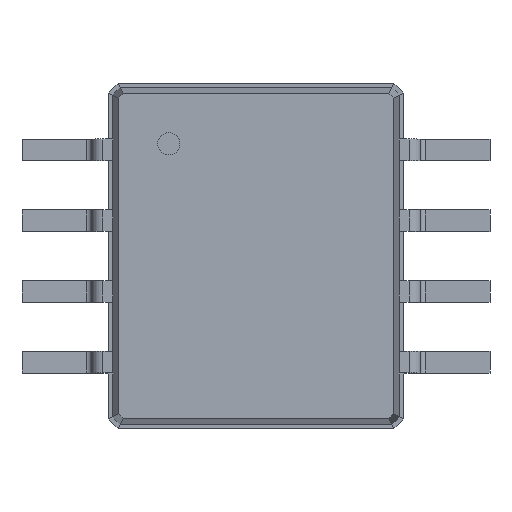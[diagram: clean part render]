
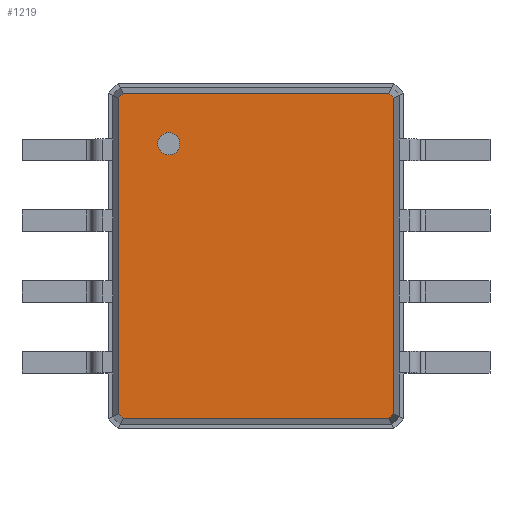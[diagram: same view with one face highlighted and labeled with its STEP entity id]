
A CAD part, top view. The second image highlights one B-rep face of the part: STEP entity #1219.
In plain terms, the highlighted planar face has unit normal (0, 0, 1).
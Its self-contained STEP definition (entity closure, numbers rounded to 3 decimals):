
#13=DIRECTION('',(0.,0.,1.));
#27=VECTOR('',#28,1.);
#28=DIRECTION('',(0.,-1.,0.));
#36=DIRECTION('',(0.,1.,0.));
#58=VECTOR('',#59,1.);
#59=DIRECTION('',(1.,0.,0.));
#130=VECTOR('',#131,1.);
#131=DIRECTION('',(-1.,0.,0.));
#388=VECTOR('',#389,1.);
#389=DIRECTION('',(0.707,-0.707,0.));
#395=VECTOR('',#396,1.);
#396=DIRECTION('',(-0.707,-0.707,0.));
#407=VECTOR('',#408,1.);
#408=DIRECTION('',(-0.707,0.707,0.));
#414=VECTOR('',#36,1.);
#418=VECTOR('',#419,1.);
#419=DIRECTION('',(0.707,0.707,0.));
#627=VERTEX_POINT('',#628);
#628=CARTESIAN_POINT('',(2.464,-2.832,1.6));
#630=ORIENTED_EDGE('',*,*,#631,.F.);
#631=EDGE_CURVE('',#632,#627,#634,.T.);
#632=VERTEX_POINT('',#633);
#633=CARTESIAN_POINT('',(2.464,2.832,1.6));
#634=LINE('',#633,#27);
#1210=ORIENTED_EDGE('',*,*,#1211,.F.);
#1211=EDGE_CURVE('',#1212,#632,#1214,.T.);
#1212=VERTEX_POINT('',#1213);
#1213=CARTESIAN_POINT('',(2.382,2.914,1.6));
#1214=LINE('',#1213,#388);
#1219=ADVANCED_FACE('',(#1220,#1250),#1259,.T.);
#1220=FACE_BOUND('',#1221,.T.);
#1221=EDGE_LOOP('',(#1222,#1227,#1232,#1237,#1242,#1247,#630,#1210));
#1222=ORIENTED_EDGE('',*,*,#1223,.F.);
#1223=EDGE_CURVE('',#1224,#1212,#1226,.T.);
#1224=VERTEX_POINT('',#1225);
#1225=CARTESIAN_POINT('',(-2.382,2.914,1.6));
#1226=LINE('',#1225,#58);
#1227=ORIENTED_EDGE('',*,*,#1228,.F.);
#1228=EDGE_CURVE('',#1229,#1224,#1231,.T.);
#1229=VERTEX_POINT('',#1230);
#1230=CARTESIAN_POINT('',(-2.464,2.832,1.6));
#1231=LINE('',#1230,#418);
#1232=ORIENTED_EDGE('',*,*,#1233,.F.);
#1233=EDGE_CURVE('',#1234,#1229,#1236,.T.);
#1234=VERTEX_POINT('',#1235);
#1235=CARTESIAN_POINT('',(-2.464,-2.832,1.6));
#1236=LINE('',#1235,#414);
#1237=ORIENTED_EDGE('',*,*,#1238,.F.);
#1238=EDGE_CURVE('',#1239,#1234,#1241,.T.);
#1239=VERTEX_POINT('',#1240);
#1240=CARTESIAN_POINT('',(-2.382,-2.914,1.6));
#1241=LINE('',#1240,#407);
#1242=ORIENTED_EDGE('',*,*,#1243,.F.);
#1243=EDGE_CURVE('',#1244,#1239,#1246,.T.);
#1244=VERTEX_POINT('',#1245);
#1245=CARTESIAN_POINT('',(2.382,-2.914,1.6));
#1246=LINE('',#1245,#130);
#1247=ORIENTED_EDGE('',*,*,#1248,.F.);
#1248=EDGE_CURVE('',#627,#1244,#1249,.T.);
#1249=LINE('',#628,#395);
#1250=FACE_BOUND('',#1251,.T.);
#1251=EDGE_LOOP('',(#1252));
#1252=ORIENTED_EDGE('',*,*,#1253,.F.);
#1253=EDGE_CURVE('',#1254,#1254,#1256,.T.);
#1254=VERTEX_POINT('',#1255);
#1255=CARTESIAN_POINT('',(-1.564,1.814,1.6));
#1256=CIRCLE('',#1257,0.2);
#1257=AXIS2_PLACEMENT_3D('',#1258,#13,#28);
#1258=CARTESIAN_POINT('',(-1.564,2.014,1.6));
#1259=PLANE('',#1260);
#1260=AXIS2_PLACEMENT_3D('',#1225,#13,#1261);
#1261=DIRECTION('',(0.633,-0.774,0.));
